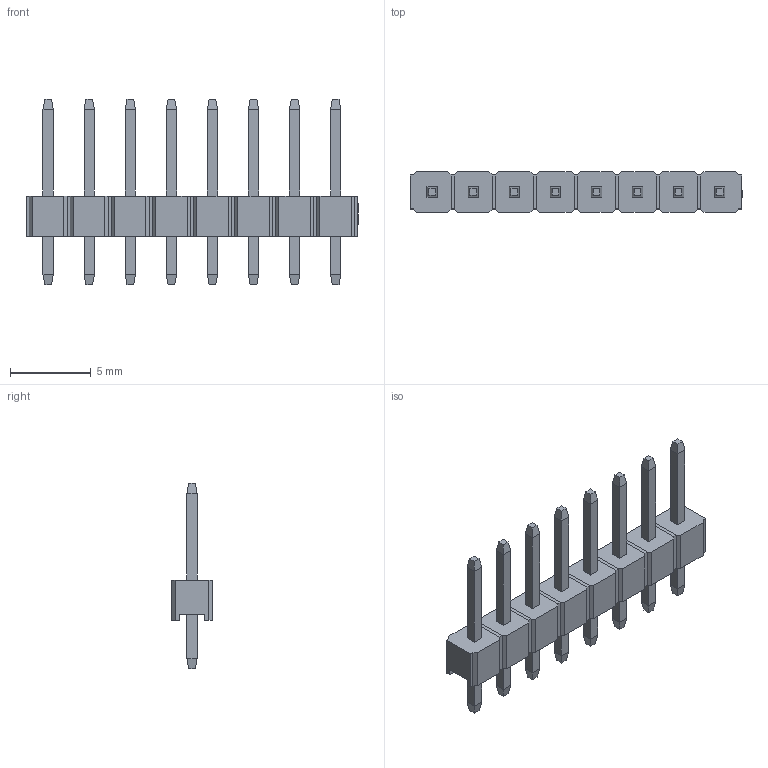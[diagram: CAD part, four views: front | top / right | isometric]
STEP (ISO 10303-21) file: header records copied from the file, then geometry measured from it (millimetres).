
FILE_DESCRIPTION(/* description */ ('Designed by EasyEDA Pro'),/* implementation_level */ '2;1');
FILE_NAME(/* name */ 'PZ_2.54_1X8P_LH.step',/* time_stamp */ '2025-03-26T15:09:21+08:00',/* author */ (''),/* organization */ (''),/* preprocessor_version */ 'ST-DEVELOPER v20.1',/* originating_system */ 'Autodesk Translation Framework v14.4.0.0',/* authorisation */ '');
FILE_SCHEMA (('AUTOMOTIVE_DESIGN { 1 0 10303 214 3 1 1 }'));
Length unit declared in the file: millimetre
Products named in the file (4): RKq5-PCBModel; RKq5-Board; RKq5-H1-HDR-TH_8P-P2.54-V-M; COMPOUND
Assembly tree (3 placements, depth 3):
  RKq5-PCBModel
    RKq5-Board
    RKq5-H1-HDR-TH_8P-P2.54-V-M
      COMPOUND
Bounding box: 20.53 x 2.5 x 11.5 mm (x, y, z)
Volume: 147.7 mm3; surface area: 497.8 mm2
Topology: 8 solids, 8 shells, 980 faces, 2555 edges, 1682 vertices
Faces by surface type: plane 770, bspline 210
Entity records: 36633 total; most frequent: CARTESIAN_POINT 12638, ORIENTED_EDGE 5110, DIRECTION 3869, EDGE_CURVE 2555, LINE 2135, VECTOR 2135, VERTEX_POINT 1682, EDGE_LOOP 1071
